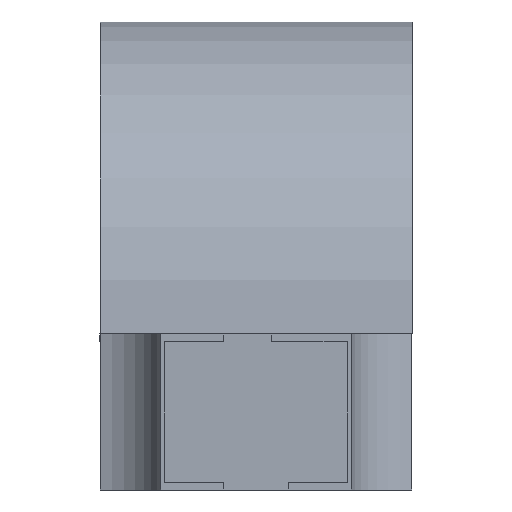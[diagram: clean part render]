
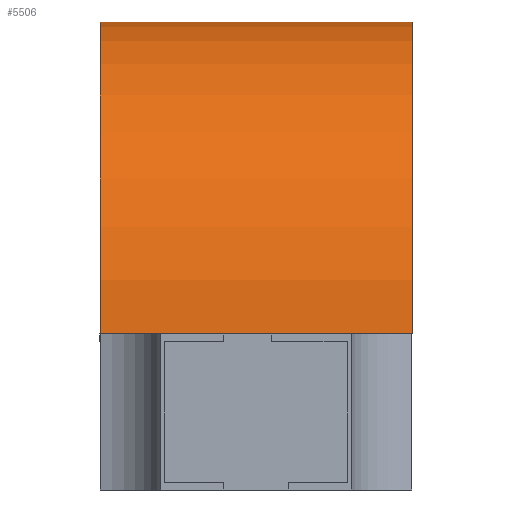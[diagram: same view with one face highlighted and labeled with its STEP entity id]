
A CAD part, left-side view. The second image highlights one B-rep face of the part: STEP entity #5506.
In plain terms, the highlighted cylindrical face has radius 1 mm (diameter 2 mm), a partial arc.
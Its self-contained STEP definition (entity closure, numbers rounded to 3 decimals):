
#118 = CARTESIAN_POINT ( 'NONE',  ( 212.908, 32.808, 0.5 ) ) ;
#273 = CARTESIAN_POINT ( 'NONE',  ( 211.908, 32.808, 0.5 ) ) ;
#685 = DIRECTION ( 'NONE',  ( 0., 1., 0. ) ) ;
#1061 = ORIENTED_EDGE ( 'NONE', *, *, #1335, .F. ) ;
#1101 = CARTESIAN_POINT ( 'NONE',  ( 212.908, 33.808, 0.5 ) ) ;
#1335 = EDGE_CURVE ( 'NONE', #4133, #5535, #4999, .T. ) ;
#1346 = DIRECTION ( 'NONE',  ( 0., 1., 0. ) ) ;
#1547 = DIRECTION ( 'NONE',  ( 0., -1., 0. ) ) ;
#1553 = CYLINDRICAL_SURFACE ( 'NONE', #5997, 1. ) ;
#1645 = CARTESIAN_POINT ( 'NONE',  ( 210.908, 33.808, 0.5 ) ) ;
#1653 = VECTOR ( 'NONE', #4447, 1000. ) ;
#1844 = ORIENTED_EDGE ( 'NONE', *, *, #2806, .F. ) ;
#1846 = CIRCLE ( 'NONE', #3715, 1. ) ;
#1984 = CARTESIAN_POINT ( 'NONE',  ( 210.908, 32.808, 0.5 ) ) ;
#2098 = VERTEX_POINT ( 'NONE', #1984 ) ;
#2106 = DIRECTION ( 'NONE',  ( 0., 1., 0. ) ) ;
#2261 = EDGE_CURVE ( 'NONE', #2098, #4133, #2492, .T. ) ;
#2269 = VECTOR ( 'NONE', #685, 1000. ) ;
#2492 = LINE ( 'NONE', #3467, #2269 ) ;
#2555 = CARTESIAN_POINT ( 'NONE',  ( 212.908, 33.808, 0.5 ) ) ;
#2806 = EDGE_CURVE ( 'NONE', #5535, #5435, #3482, .T. ) ;
#2894 = EDGE_LOOP ( 'NONE', ( #5935, #1844, #1061, #4559 ) ) ;
#2937 = AXIS2_PLACEMENT_3D ( 'NONE', #5570, #1346, #4592 ) ;
#2954 = CARTESIAN_POINT ( 'NONE',  ( 211.908, 33.808, 0.5 ) ) ;
#3467 = CARTESIAN_POINT ( 'NONE',  ( 210.908, 33.808, 0.5 ) ) ;
#3482 = LINE ( 'NONE', #2555, #1653 ) ;
#3715 = AXIS2_PLACEMENT_3D ( 'NONE', #273, #2106, #5354 ) ;
#3727 = FACE_OUTER_BOUND ( 'NONE', #2894, .T. ) ;
#4133 = VERTEX_POINT ( 'NONE', #1645 ) ;
#4447 = DIRECTION ( 'NONE',  ( 0., -1., 0. ) ) ;
#4559 = ORIENTED_EDGE ( 'NONE', *, *, #2261, .F. ) ;
#4592 = DIRECTION ( 'NONE',  ( 0., 0., 1. ) ) ;
#4786 = DIRECTION ( 'NONE',  ( 0., 0., -1. ) ) ;
#4999 = CIRCLE ( 'NONE', #2937, 1. ) ;
#5354 = DIRECTION ( 'NONE',  ( 0., 0., -1. ) ) ;
#5435 = VERTEX_POINT ( 'NONE', #118 ) ;
#5506 = ADVANCED_FACE ( 'NONE', ( #3727 ), #1553, .T. ) ;
#5535 = VERTEX_POINT ( 'NONE', #1101 ) ;
#5570 = CARTESIAN_POINT ( 'NONE',  ( 211.908, 33.808, 0.5 ) ) ;
#5744 = EDGE_CURVE ( 'NONE', #2098, #5435, #1846, .T. ) ;
#5935 = ORIENTED_EDGE ( 'NONE', *, *, #5744, .T. ) ;
#5997 = AXIS2_PLACEMENT_3D ( 'NONE', #2954, #1547, #4786 ) ;
